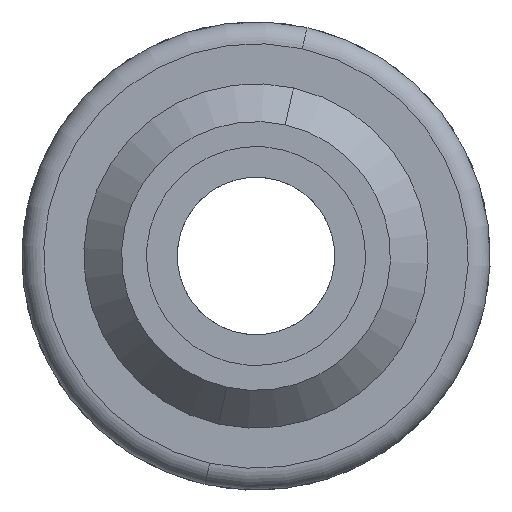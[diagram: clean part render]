
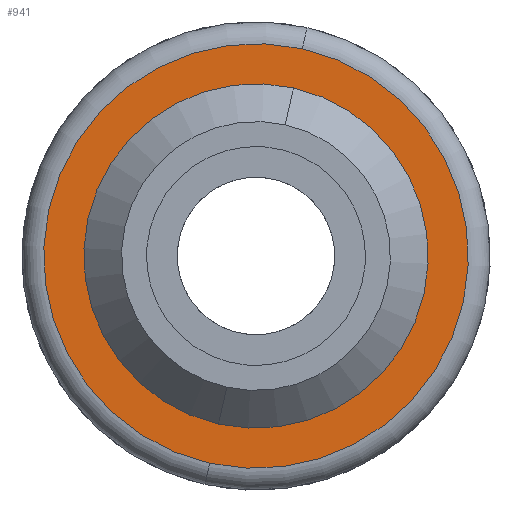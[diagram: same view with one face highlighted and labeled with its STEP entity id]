
A CAD part, front view. The second image highlights one B-rep face of the part: STEP entity #941.
In plain terms, the highlighted planar face has unit normal (0, -1, 0).
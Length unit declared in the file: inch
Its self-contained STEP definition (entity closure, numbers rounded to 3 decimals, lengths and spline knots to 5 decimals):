
#63 = PLANE ( 'NONE',  #1116 ) ;
#83 = DIRECTION ( 'NONE',  ( 0.218, 0., 0.976 ) ) ;
#115 = CIRCLE ( 'NONE', #1264, 0.19664 ) ;
#197 = DIRECTION ( 'NONE',  ( 0., 1., 0. ) ) ;
#218 = VERTEX_POINT ( 'NONE', #481 ) ;
#282 = DIRECTION ( 'NONE',  ( 0., -1., 0. ) ) ;
#386 = FACE_BOUND ( 'NONE', #808, .T. ) ;
#401 = AXIS2_PLACEMENT_3D ( 'NONE', #842, #197, #1069 ) ;
#440 = ORIENTED_EDGE ( 'NONE', *, *, #1325, .F. ) ;
#481 = CARTESIAN_POINT ( 'NONE',  ( -0.0428, -0.01, -0.19193 ) ) ;
#501 = EDGE_CURVE ( 'NONE', #1372, #991, #956, .T. ) ;
#511 = EDGE_CURVE ( 'NONE', #218, #1110, #821, .T. ) ;
#588 = EDGE_CURVE ( 'NONE', #1110, #218, #115, .T. ) ;
#601 = ORIENTED_EDGE ( 'NONE', *, *, #501, .F. ) ;
#631 = DIRECTION ( 'NONE',  ( 0., 1., 0. ) ) ;
#724 = CARTESIAN_POINT ( 'NONE',  ( -0.05278, -0.01, -0.23669 ) ) ;
#808 = EDGE_LOOP ( 'NONE', ( #1029, #996 ) ) ;
#821 = CIRCLE ( 'NONE', #1330, 0.19664 ) ;
#842 = CARTESIAN_POINT ( 'NONE',  ( 0., -0.01, 0. ) ) ;
#941 = ADVANCED_FACE ( 'NONE', ( #386, #1266 ), #63, .T. ) ;
#944 = DIRECTION ( 'NONE',  ( -0.218, 0., -0.976 ) ) ;
#953 = DIRECTION ( 'NONE',  ( 0.218, 0., 0.976 ) ) ;
#956 = CIRCLE ( 'NONE', #1147, 0.2425 ) ;
#991 = VERTEX_POINT ( 'NONE', #724 ) ;
#996 = ORIENTED_EDGE ( 'NONE', *, *, #511, .T. ) ;
#1017 = EDGE_LOOP ( 'NONE', ( #601, #440 ) ) ;
#1029 = ORIENTED_EDGE ( 'NONE', *, *, #588, .T. ) ;
#1064 = CARTESIAN_POINT ( 'NONE',  ( 0., -0.01, 0. ) ) ;
#1069 = DIRECTION ( 'NONE',  ( 0.218, 0., 0.976 ) ) ;
#1109 = CARTESIAN_POINT ( 'NONE',  ( 0.0428, -0.01, 0.19193 ) ) ;
#1110 = VERTEX_POINT ( 'NONE', #1109 ) ;
#1114 = DIRECTION ( 'NONE',  ( 0.218, 0., 0.976 ) ) ;
#1116 = AXIS2_PLACEMENT_3D ( 'NONE', #1382, #282, #944 ) ;
#1140 = CIRCLE ( 'NONE', #401, 0.2425 ) ;
#1147 = AXIS2_PLACEMENT_3D ( 'NONE', #1389, #631, #953 ) ;
#1264 = AXIS2_PLACEMENT_3D ( 'NONE', #1408, #1297, #1114 ) ;
#1266 = FACE_OUTER_BOUND ( 'NONE', #1017, .T. ) ;
#1276 = DIRECTION ( 'NONE',  ( 0., 1., 0. ) ) ;
#1297 = DIRECTION ( 'NONE',  ( 0., 1., 0. ) ) ;
#1325 = EDGE_CURVE ( 'NONE', #991, #1372, #1140, .T. ) ;
#1330 = AXIS2_PLACEMENT_3D ( 'NONE', #1064, #1276, #83 ) ;
#1372 = VERTEX_POINT ( 'NONE', #1404 ) ;
#1382 = CARTESIAN_POINT ( 'NONE',  ( -0.23669, -0.01, 0.05278 ) ) ;
#1389 = CARTESIAN_POINT ( 'NONE',  ( 0., -0.01, 0. ) ) ;
#1404 = CARTESIAN_POINT ( 'NONE',  ( 0.05278, -0.01, 0.23669 ) ) ;
#1408 = CARTESIAN_POINT ( 'NONE',  ( 0., -0.01, 0. ) ) ;
